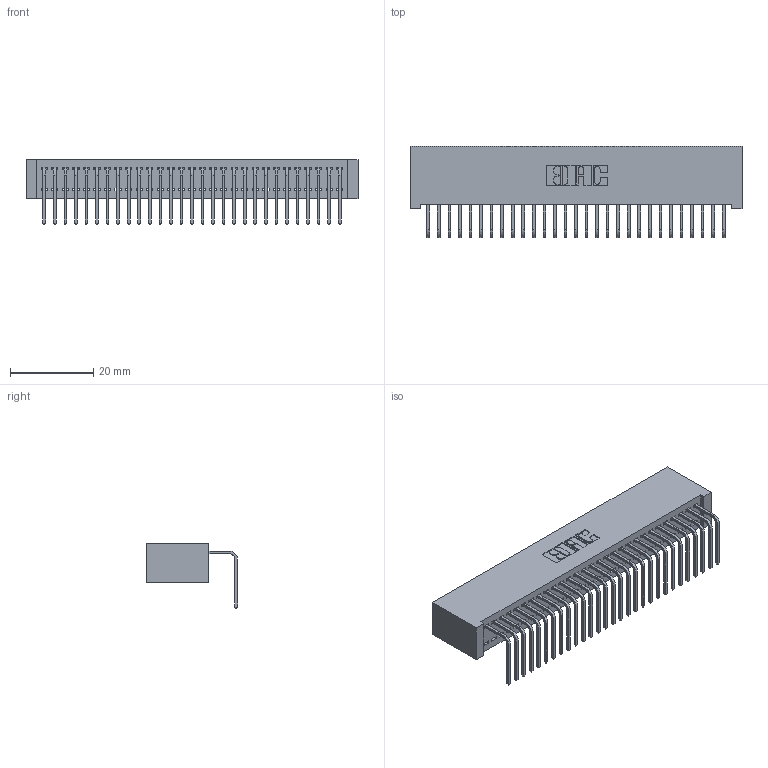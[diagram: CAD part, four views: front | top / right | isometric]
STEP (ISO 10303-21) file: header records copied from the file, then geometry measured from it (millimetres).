
FILE_DESCRIPTION (( 'STEP AP203' ), '1' );
FILE_NAME ('392-029-558-101.STEP', '2018-08-15T21:57:44', ( '' ), ( '' ), 'SwSTEP 2.0', 'SolidWorks 2016', '' );
FILE_SCHEMA (( 'CONFIG_CONTROL_DESIGN' ));
Length unit declared in the file: inch
Products named in the file (3): 342 Part_Lugless; 345-292-001_558 Tail - 2; 392-029-558-101
Assembly tree (30 placements, depth 2):
  392-029-558-101
    342 Part_Lugless
    345-292-001_558 Tail - 2  x29
Bounding box: 79.91 x 21.91 x 15.62 mm (x, y, z)
Volume: 7464.1 mm3; surface area: 11590 mm2
Topology: 30 solids, 30 shells, 1842 faces, 5553 edges, 3662 vertices
Faces by surface type: plane 1338, cylinder 504
Entity records: 19085 total; most frequent: CARTESIAN_POINT 3301, ORIENTED_EDGE 3266, DIRECTION 2803, EDGE_CURVE 1633, LINE 1513, VECTOR 1513, VERTEX_POINT 1086, AXIS2_PLACEMENT_3D 645
